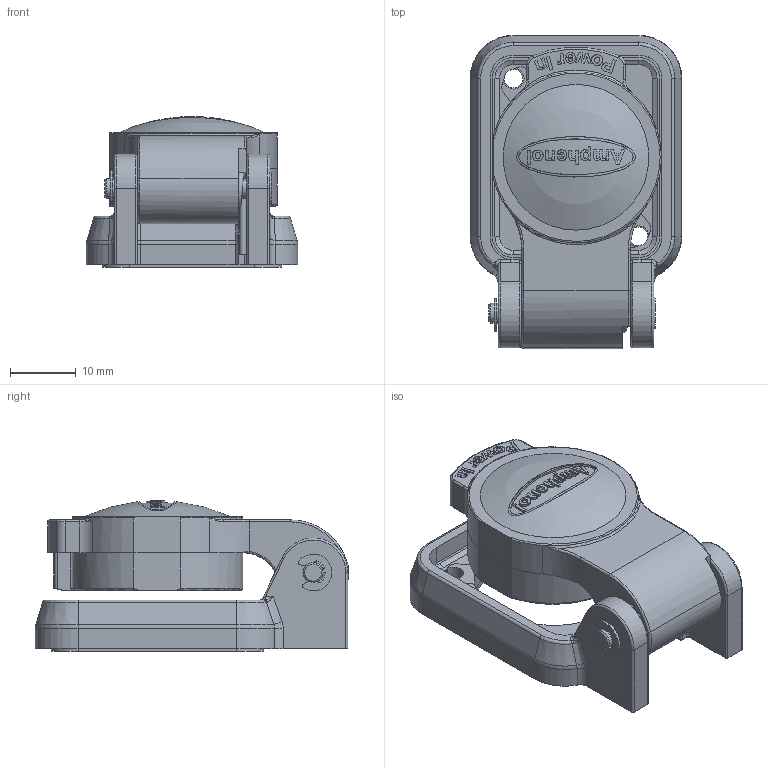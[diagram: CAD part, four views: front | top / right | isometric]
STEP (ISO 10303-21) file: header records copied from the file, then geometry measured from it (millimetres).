
FILE_DESCRIPTION(/* description */ (''),/* implementation_level */ '2;1');
FILE_NAME(/* name */ 'HPT-CAPSM.stp',/* time_stamp */ '2019-07-26T16:09:35+10:00',/* author */ ('thien'),/* organization */ (''),/* preprocessor_version */ 'ST-DEVELOPER v17',/* originating_system */ 'Autodesk Inventor 2018',/* authorisation */ '');
FILE_SCHEMA (('CONFIG_CONTROL_DESIGN'));
Length unit declared in the file: millimetre
Products named in the file (10): HPT-CAPSM; 50830010-534; 50250032-840; Cap 50250031-830; rubber inlet ul; 52260004-730; 53570003-730; 50750005-830; 50750008-830; 52590070-730
Assembly tree (9 placements, depth 3):
  HPT-CAPSM
    50830010-534
    50250032-840
      Cap 50250031-830
      rubber inlet ul
    52260004-730
    53570003-730
    50750005-830
    50750008-830
    52590070-730
Bounding box: 32.15 x 47.67 x 22.93 mm (x, y, z)
Volume: 12381.5 mm3; surface area: 12672.7 mm2
Topology: 8 solids, 8 shells, 684 faces, 1844 edges, 1210 vertices
Faces by surface type: plane 273, cylinder 203, bspline 127, torus 40, cone 21, sphere 20
Full cylindrical faces by diameter (mm): 0.672 x1, 0.762 x1, 1 x2, 2.3 x1, 2.8 x2, 3 x2, 3.15 x2, 3.2 x3, 5 x1, 5.2 x1, 22.18 x1, 23.4 x3, 24 x1
Entity records: 28489 total; most frequent: CARTESIAN_POINT 10994, ORIENTED_EDGE 3668, DIRECTION 3216, EDGE_CURVE 1834, VERTEX_POINT 1210, AXIS2_PLACEMENT_3D 1178, LINE 860, VECTOR 860
